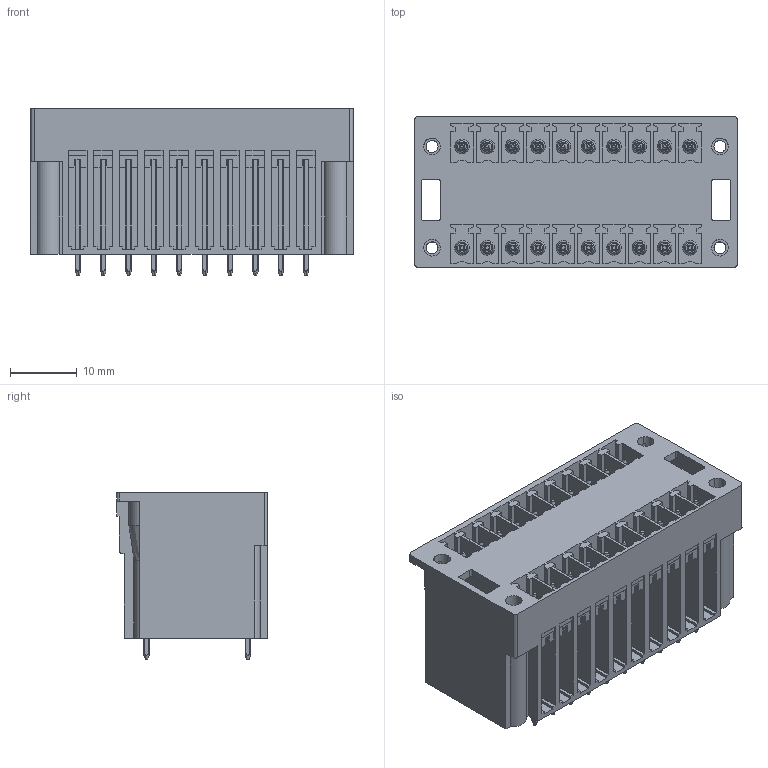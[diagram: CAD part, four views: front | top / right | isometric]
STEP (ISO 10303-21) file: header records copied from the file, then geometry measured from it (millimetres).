
FILE_DESCRIPTION(('CATIA V5 STEP Exchange','CAx-IF Rec.Pracs.--- Model Styling and Organization---1.2---2011-12-15'),'2;1');
FILE_NAME ('D1447201_0', '2018-10-05T07:47:56+00:00', ('none'), ('Weidmueller'), 'CATIA Version 5-6 Release 2014', 'CATIA V5 STEP AP214', 'none');
FILE_SCHEMA(('AUTOMOTIVE_DESIGN { 1 0 10303 214 1 1 1 1 }'));
Length unit declared in the file: millimetre
Products named in the file (1): 1031570000
Bounding box: 48.49 x 22.7 x 25.1 mm (x, y, z)
Volume: 16932.5 mm3; surface area: 13190.9 mm2
Topology: 21 solids, 21 shells, 1212 faces, 3302 edges, 2186 vertices
Faces by surface type: plane 776, cylinder 262, cone 134, torus 40
Entity records: 38995 total; most frequent: CARTESIAN_POINT 11359, ORIENTED_EDGE 6604, DIRECTION 4129, EDGE_CURVE 3302, VECTOR 2272, LINE 2272, VERTEX_POINT 2186, EDGE_LOOP 1338
